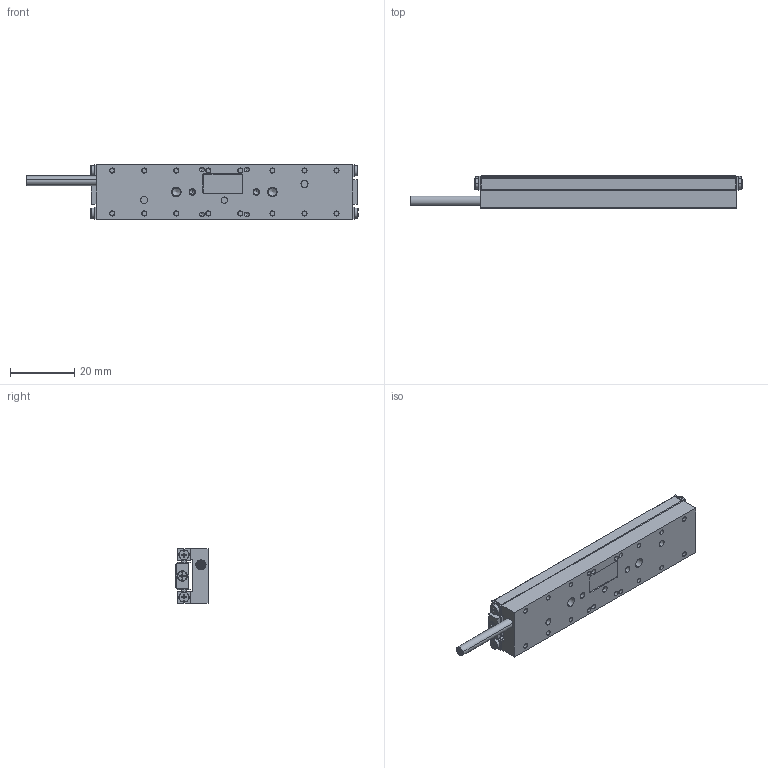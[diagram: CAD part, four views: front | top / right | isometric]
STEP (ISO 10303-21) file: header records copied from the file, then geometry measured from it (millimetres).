
FILE_DESCRIPTION (( 'STEP AP214' ), '1' );
FILE_NAME ('PP-18-15X00.STEP', '2024-07-24T15:35:23', ( '' ), ( '' ), 'SwSTEP 2.0', 'SolidWorks 2023', '' );
FILE_SCHEMA (( 'AUTOMOTIVE_DESIGN' ));
Length unit declared in the file: millimetre
Products named in the file (9): NB Slide Way SVW 1000 Center Way_SVW 1080 IKO; SCREW, MS-PPH, M-JCIS_M1.6 x 0.35 x 4mm; PP-18-15X00; PPS-20, Back Cover, Master Part; PP-18, Base, Master Part_80; NB Slide Way SVW 1000 Rail_SVW 1080 IKO; 130160 Bearing, NB, Slide Way, SVW 1000_SVW 1080-21Z IKO Version (Rigid at Center); Cooner Black Cable_L30; NB Slide Way SVW 1000 Cage_SVW 1080-21Z
Assembly tree (25 placements, depth 3):
  PP-18-15X00
    PP-18, Base, Master Part_80
    130160 Bearing, NB, Slide Way, SVW 1000_SVW 1080-21Z IKO Version (Rigid at Center)
      NB Slide Way SVW 1000 Rail_SVW 1080 IKO  x2
      NB Slide Way SVW 1000 Center Way_SVW 1080 IKO
      NB Slide Way SVW 1000 Cage_SVW 1080-21Z  x2
    PPS-20, Back Cover, Master Part
    SCREW, MS-PPH, M-JCIS_M1.6 x 0.35 x 4mm  x16
    Cooner Black Cable_L30
Bounding box: 103.59 x 10 x 17 mm (x, y, z)
Volume: 10732.9 mm3; surface area: 13404.1 mm2
Topology: 37 solids, 37 shells, 1172 faces, 2947 edges, 1908 vertices
Faces by surface type: plane 645, cylinder 346, torus 108, cone 48, bspline 25
Entity records: 61084 total; most frequent: CARTESIAN_POINT 47749, DIRECTION 2734, ORIENTED_EDGE 2622, EDGE_CURVE 1311, AXIS2_PLACEMENT_3D 986, VERTEX_POINT 862, VECTOR 762, LINE 762
